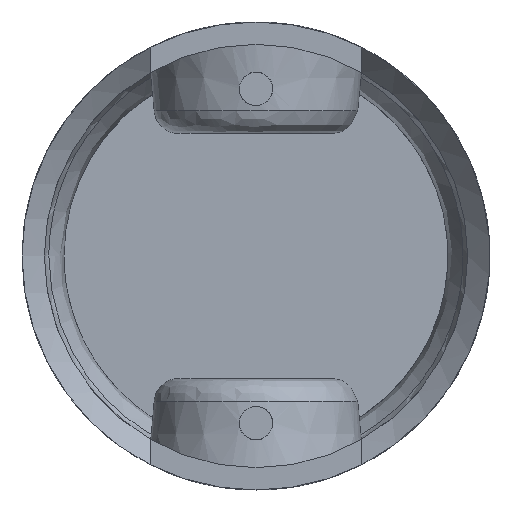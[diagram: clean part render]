
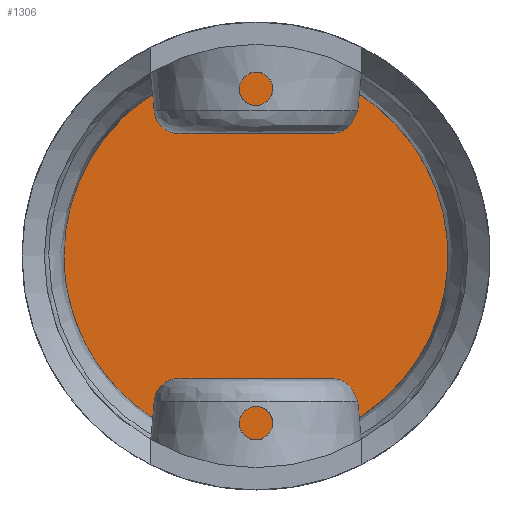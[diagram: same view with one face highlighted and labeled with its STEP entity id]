
A CAD part, front view. The second image highlights one B-rep face of the part: STEP entity #1306.
In plain terms, the highlighted planar face has unit normal (0, -1, 0).
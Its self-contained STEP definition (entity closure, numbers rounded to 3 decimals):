
#29=PLANE('',#1394);
#145=FACE_OUTER_BOUND('',#228,.T.);
#228=EDGE_LOOP('',(#994));
#456=B_SPLINE_CURVE_WITH_KNOTS('',3,(#3114,#3115,#3116,#3117,#3118,#3119,
#3120,#3121,#3122,#3123,#3124,#3125,#3126,#3127,#3128,#3129,#3130,#3131,
#3132,#3133,#3134,#3135,#3136,#3137,#3138,#3139,#3140,#3141,#3142,#3143,
#3144,#3145,#3146,#3147,#3148,#3149,#3150,#3151,#3152,#3153),
 .UNSPECIFIED.,.T.,.F.,(4,3,3,3,3,3,3,3,3,3,3,3,3,4),(-10.778,
-10.004,-9.132,-8.26,-7.355,
-6.498,-5.61,-4.728,-3.836,
-2.998,-2.125,-1.386,-0.567,
0.),.UNSPECIFIED.);
#586=VERTEX_POINT('',#3112);
#741=EDGE_CURVE('',#586,#586,#456,.T.);
#994=ORIENTED_EDGE('',*,*,#741,.F.);
#1306=ADVANCED_FACE('',(#145),#29,.T.);
#1394=AXIS2_PLACEMENT_3D('',#3254,#1506,#1507);
#1506=DIRECTION('center_axis',(0.,-1.,0.));
#1507=DIRECTION('ref_axis',(1.,0.,0.));
#3112=CARTESIAN_POINT('',(-17.232,46.,0.));
#3114=CARTESIAN_POINT('Ctrl Pts',(-17.232,46.,0.));
#3115=CARTESIAN_POINT('Ctrl Pts',(-17.232,46.,2.59));
#3116=CARTESIAN_POINT('Ctrl Pts',(-16.638,46.,5.179));
#3117=CARTESIAN_POINT('Ctrl Pts',(-15.51,46.,7.51));
#3118=CARTESIAN_POINT('Ctrl Pts',(-14.236,46.,10.14));
#3119=CARTESIAN_POINT('Ctrl Pts',(-12.281,46.,12.436));
#3120=CARTESIAN_POINT('Ctrl Pts',(-9.889,46.,14.113));
#3121=CARTESIAN_POINT('Ctrl Pts',(-7.497,46.,15.788));
#3122=CARTESIAN_POINT('Ctrl Pts',(-4.674,46.,16.841));
#3123=CARTESIAN_POINT('Ctrl Pts',(-1.769,46.,17.141));
#3124=CARTESIAN_POINT('Ctrl Pts',(1.245,46.,17.452));
#3125=CARTESIAN_POINT('Ctrl Pts',(4.339,46.,16.95));
#3126=CARTESIAN_POINT('Ctrl Pts',(7.1,46.,15.701));
#3127=CARTESIAN_POINT('Ctrl Pts',(9.717,46.,14.518));
#3128=CARTESIAN_POINT('Ctrl Pts',(12.029,46.,12.669));
#3129=CARTESIAN_POINT('Ctrl Pts',(13.758,46.,10.377));
#3130=CARTESIAN_POINT('Ctrl Pts',(15.547,46.,8.004));
#3131=CARTESIAN_POINT('Ctrl Pts',(16.708,46.,5.161));
#3132=CARTESIAN_POINT('Ctrl Pts',(17.089,46.,2.214));
#3133=CARTESIAN_POINT('Ctrl Pts',(17.469,46.,-0.716));
#3134=CARTESIAN_POINT('Ctrl Pts',(17.079,46.,-3.742));
#3135=CARTESIAN_POINT('Ctrl Pts',(15.968,46.,-6.479));
#3136=CARTESIAN_POINT('Ctrl Pts',(14.845,46.,-9.246));
#3137=CARTESIAN_POINT('Ctrl Pts',(12.989,46.,-11.712));
#3138=CARTESIAN_POINT('Ctrl Pts',(10.639,46.,-13.556));
#3139=CARTESIAN_POINT('Ctrl Pts',(8.432,46.,-15.288));
#3140=CARTESIAN_POINT('Ctrl Pts',(5.795,46.,-16.469));
#3141=CARTESIAN_POINT('Ctrl Pts',(3.033,46.,-16.963));
#3142=CARTESIAN_POINT('Ctrl Pts',(0.154,46.,-17.478));
#3143=CARTESIAN_POINT('Ctrl Pts',(-2.856,46.,-17.244));
#3144=CARTESIAN_POINT('Ctrl Pts',(-5.621,46.,-16.29));
#3145=CARTESIAN_POINT('Ctrl Pts',(-7.96,46.,-15.483));
#3146=CARTESIAN_POINT('Ctrl Pts',(-10.121,46.,-14.165));
#3147=CARTESIAN_POINT('Ctrl Pts',(-11.909,46.,-12.455));
#3148=CARTESIAN_POINT('Ctrl Pts',(-13.89,46.,-10.561));
#3149=CARTESIAN_POINT('Ctrl Pts',(-15.409,46.,-8.187));
#3150=CARTESIAN_POINT('Ctrl Pts',(-16.299,46.,-5.595));
#3151=CARTESIAN_POINT('Ctrl Pts',(-16.915,46.,-3.799));
#3152=CARTESIAN_POINT('Ctrl Pts',(-17.232,46.,-1.9));
#3153=CARTESIAN_POINT('Ctrl Pts',(-17.232,46.,0.));
#3254=CARTESIAN_POINT('Origin',(0.118,46.,-0.013));
